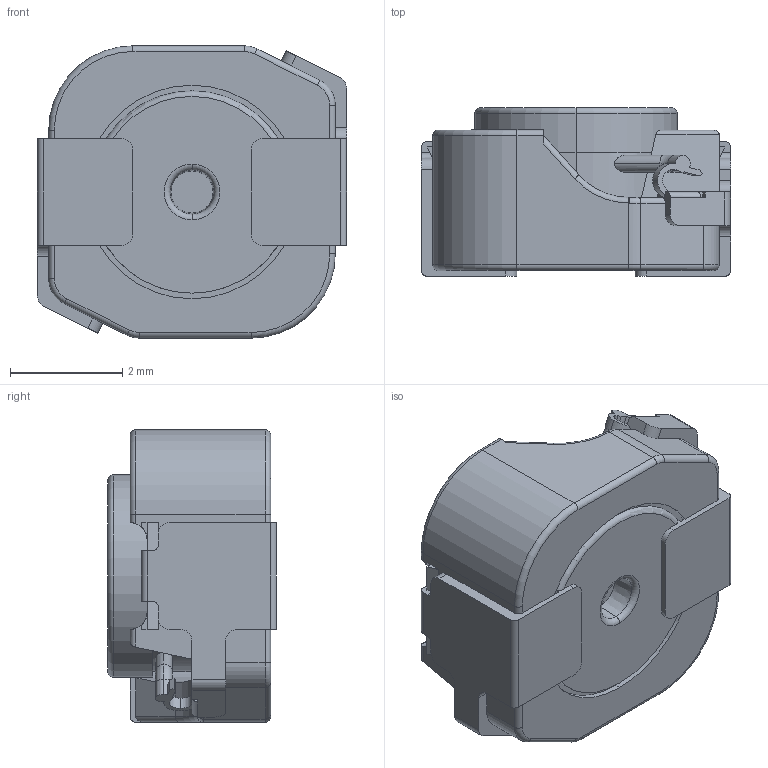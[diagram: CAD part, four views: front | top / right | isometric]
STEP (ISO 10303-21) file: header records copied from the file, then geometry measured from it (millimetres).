
FILE_DESCRIPTION (( 'STEP AP214' ), '1' );
FILE_NAME ('TCK-149.STEP', '2023-10-04T00:41:19', ( '' ), ( '' ), 'SwSTEP 2.0', 'SolidWorks 2017', '' );
FILE_SCHEMA (( 'AUTOMOTIVE_DESIGN' ));
Length unit declared in the file: millimetre
Products named in the file (1): TCK-149
Bounding box: 5.5 x 3 x 5.2 mm (x, y, z)
Volume: 57.6 mm3; surface area: 152.1 mm2
Topology: 1 solids, 1 shells, 246 faces, 667 edges, 422 vertices
Faces by surface type: plane 129, cylinder 88, torus 23, cone 4, bspline 2
Entity records: 10409 total; most frequent: CARTESIAN_POINT 1602, ORIENTED_EDGE 1334, DIRECTION 1333, EDGE_CURVE 667, AXIS2_PLACEMENT_3D 467, VERTEX_POINT 422, LINE 399, VECTOR 399
